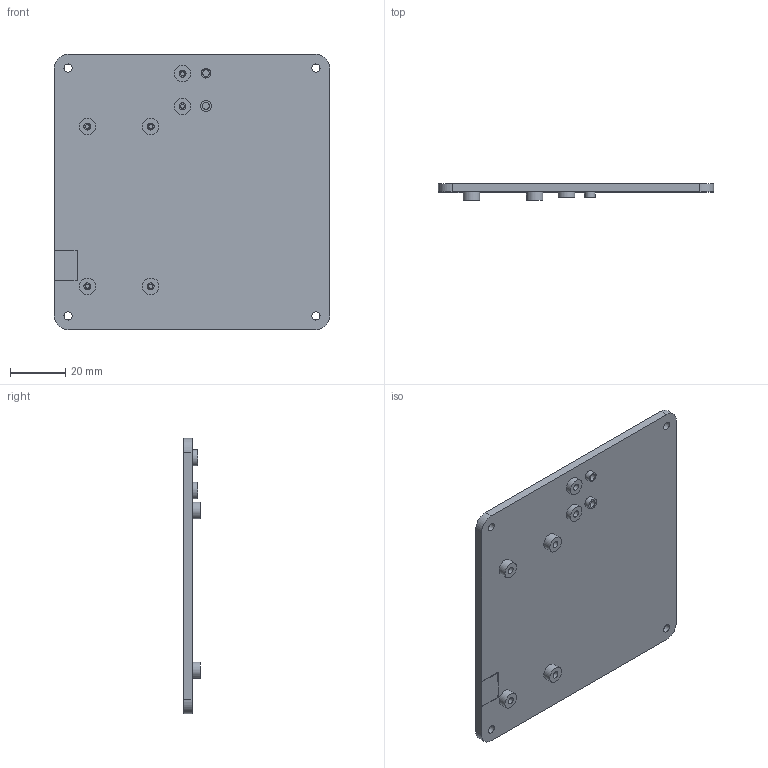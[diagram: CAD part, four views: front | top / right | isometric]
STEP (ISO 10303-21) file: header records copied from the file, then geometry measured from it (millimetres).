
FILE_DESCRIPTION(/* description */ (''),/* implementation_level */ '2;1');
FILE_NAME(/* name */ 'groundplate.stp',/* time_stamp */ '2019-01-08T22:20:10+01:00',/* author */ ('nerv'),/* organization */ (''),/* preprocessor_version */ 'ST-DEVELOPER v16.1',/* originating_system */ 'Autodesk Inventor LT ',/* authorisation */ '');
FILE_SCHEMA (('AUTOMOTIVE_DESIGN { 1 0 10303 214 3 1 1 }'));
Length unit declared in the file: millimetre
Products named in the file (1): groundplate
Bounding box: 100 x 6 x 100 mm (x, y, z)
Volume: 30246.4 mm3; surface area: 21757.9 mm2
Topology: 1 solids, 1 shells, 62 faces, 164 edges, 148 vertices
Faces by surface type: plane 32, cylinder 30
Full cylindrical faces by diameter (mm): 1.5 x6, 2.5 x8, 3 x4, 3.5 x1, 4 x1, 6 x6
Entity records: 1784 total; most frequent: DIRECTION 357, CARTESIAN_POINT 321, ORIENTED_EDGE 176, AXIS2_PLACEMENT_3D 156, EDGE_LOOP 118, CIRCLE 93, EDGE_CURVE 88, VERTEX_POINT 76
